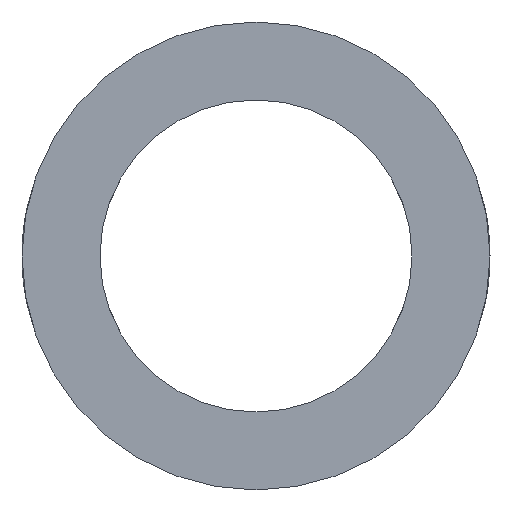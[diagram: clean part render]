
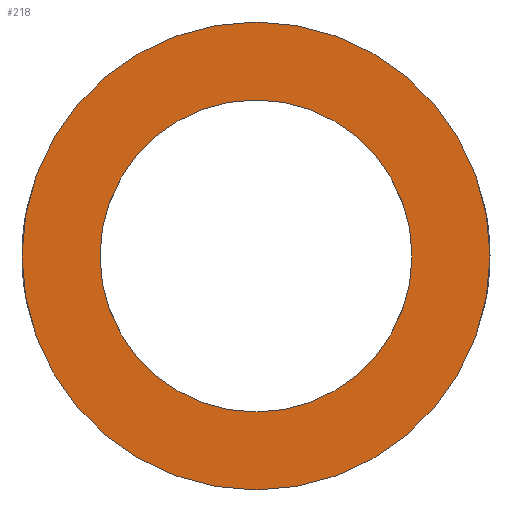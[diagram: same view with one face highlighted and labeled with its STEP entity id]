
A CAD part, left-side view. The second image highlights one B-rep face of the part: STEP entity #218.
In plain terms, the highlighted planar face has unit normal (-1, 0, 0).
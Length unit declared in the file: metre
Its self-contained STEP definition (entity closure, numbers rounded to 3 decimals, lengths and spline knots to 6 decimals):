
#20=PLANE('',#247);
#66=ORIENTED_EDGE('',*,*,#88,.T.);
#67=ORIENTED_EDGE('',*,*,#78,.F.);
#78=EDGE_CURVE('',#98,#98,#118,.F.);
#88=EDGE_CURVE('',#108,#108,#120,.F.);
#98=VERTEX_POINT('',#290);
#108=VERTEX_POINT('',#391);
#118=CIRCLE('',#238,0.00635);
#120=CIRCLE('',#241,0.009525);
#150=EDGE_LOOP('',(#66));
#151=EDGE_LOOP('',(#67));
#190=FACE_BOUND('',#150,.T.);
#191=FACE_BOUND('',#151,.T.);
#218=ADVANCED_FACE('',(#190,#191),#20,.F.);
#238=AXIS2_PLACEMENT_3D('',#289,#257,#258);
#241=AXIS2_PLACEMENT_3D('',#390,#263,#264);
#247=AXIS2_PLACEMENT_3D('',#494,#275,#276);
#257=DIRECTION('',(1.,0.,0.));
#258=DIRECTION('',(0.,0.,-1.));
#263=DIRECTION('',(1.,0.,0.));
#264=DIRECTION('',(0.,0.,-1.));
#275=DIRECTION('',(1.,0.,0.));
#276=DIRECTION('',(0.,-1.,0.));
#289=CARTESIAN_POINT('',(-0.345642,-0.176801,0.0335));
#290=CARTESIAN_POINT('',(-0.345642,-0.176801,0.02715));
#390=CARTESIAN_POINT('',(-0.345642,-0.176801,0.0335));
#391=CARTESIAN_POINT('',(-0.345642,-0.176801,0.023975));
#494=CARTESIAN_POINT('',(-0.345642,-0.265799,0.03576));
